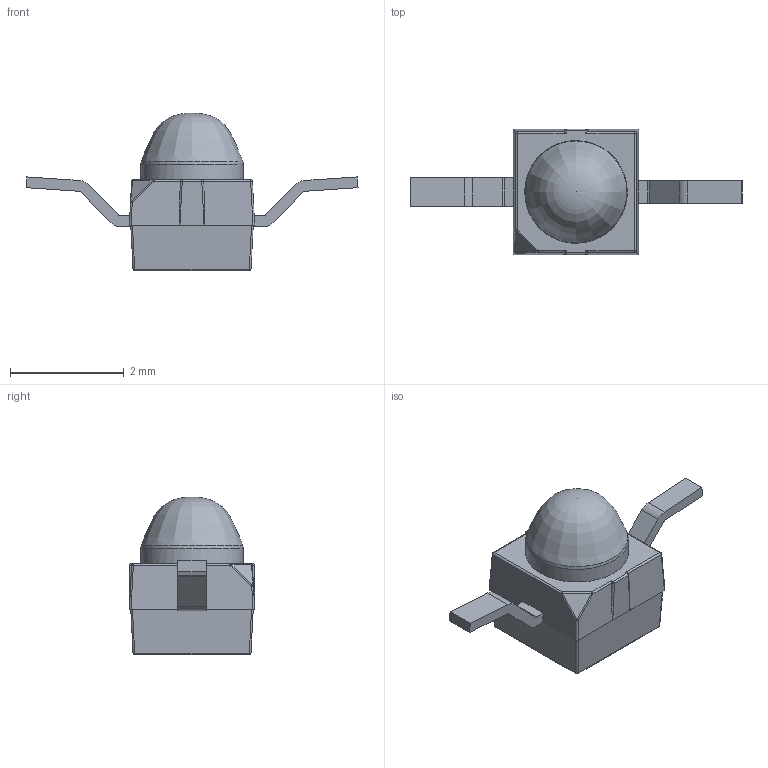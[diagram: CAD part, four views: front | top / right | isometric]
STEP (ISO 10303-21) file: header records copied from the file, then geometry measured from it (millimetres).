
FILE_DESCRIPTION(/* description */ (''),/* implementation_level */ '2;1');
FILE_NAME(/* name */ 'Vishay VEMD2000X01.step',/* time_stamp */ '2025-11-02T10:05:27Z',/* author */ (''),/* organization */ (''),/* preprocessor_version */ 'ST-DEVELOPER v20.1',/* originating_system */ 'Autodesk Translation Framework v14.17.0.0',/* authorisation */ '');
FILE_SCHEMA (('AUTOMOTIVE_DESIGN { 1 0 10303 214 3 1 1 }'));
Length unit declared in the file: millimetre
Products named in the file (1): Vishay VEMD2000X01
Bounding box: 5.83 x 2.2 x 2.77 mm (x, y, z)
Volume: 9.7 mm3; surface area: 31.5 mm2
Topology: 1 solids, 1 shells, 95 faces, 228 edges, 135 vertices
Faces by surface type: cylinder 40, plane 39, sphere 14, bspline 2
Full cylindrical faces by diameter (mm): 1.8 x1
Entity records: 2970 total; most frequent: CARTESIAN_POINT 666, DIRECTION 487, ORIENTED_EDGE 454, EDGE_CURVE 227, AXIS2_PLACEMENT_3D 170, LINE 147, VECTOR 147, VERTEX_POINT 135
